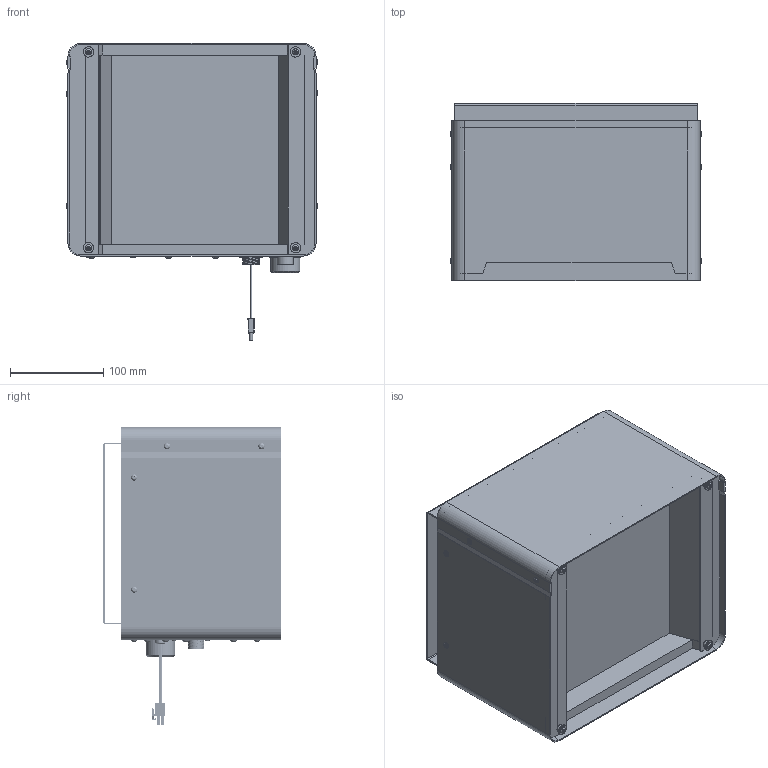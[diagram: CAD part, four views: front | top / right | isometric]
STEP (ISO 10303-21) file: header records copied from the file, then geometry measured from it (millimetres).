
FILE_DESCRIPTION (( 'STEP AP203' ), '1' );
FILE_NAME ('CD-38180 REFL HSG ASSY EC 2000.STEP', '2018-02-13T16:40:33', ( '' ), ( '' ), 'SwSTEP 2.0', 'SolidWorks 2017', '' );
FILE_SCHEMA (( 'CONFIG_CONTROL_DESIGN' ));
Products named in the file (1): CD-38180 REFL HSG ASSY EC 2000
Bounding box: 270.41 x 190.5 x 319.67 mm (x, y, z)
Volume: 8165405.3 mm3; surface area: 498147.4 mm2
Topology: 1 solids, 32 shells, 3886 faces, 9304 edges, 6013 vertices
Faces by surface type: plane 2556, cylinder 1055, cone 229, sphere 38, bspline 6, torus 2
Full cylindrical faces by diameter (mm): 1.08 x9, 1.092 x8, 2.083 x8, 2.845 x12, 3.505 x12, 3.556 x12, 4.166 x6, 4.216 x12, 4.928 x2, 5.385 x2, 5.4 x4, 5.41 x12, 6.35 x3, 6.655 x20, 7.823 x4, 7.925 x6, 8.306 x1, 9.525 x1, 10.516 x1, 10.77 x1, 10.795 x1, 11.125 x4, 17.45 x1, 26.924 x1, 31.496 x1, 33.325 x1
Entity records: 112731 total; most frequent: CARTESIAN_POINT 21721, DIRECTION 19042, ORIENTED_EDGE 18072, EDGE_CURVE 9036, AXIS2_PLACEMENT_3D 6356, LINE 6330, VECTOR 6330, VERTEX_POINT 5917
